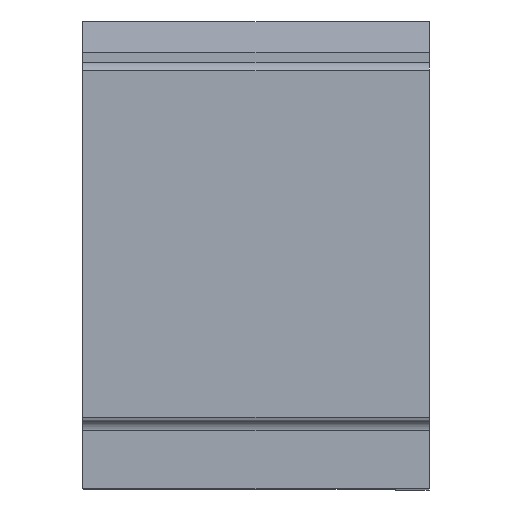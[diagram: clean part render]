
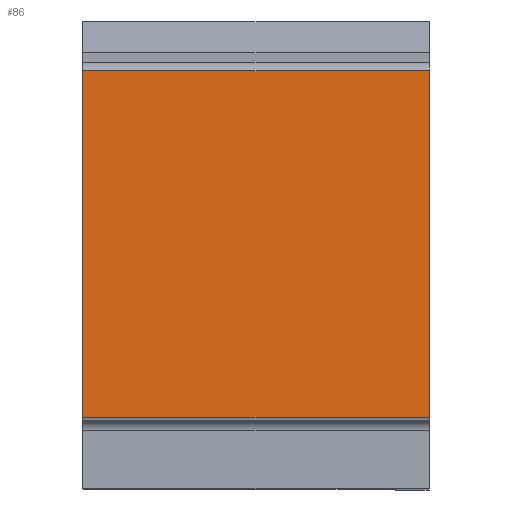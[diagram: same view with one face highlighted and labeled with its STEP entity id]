
A CAD part, top view. The second image highlights one B-rep face of the part: STEP entity #86.
In plain terms, the highlighted planar face has unit normal (0, 0, 1).
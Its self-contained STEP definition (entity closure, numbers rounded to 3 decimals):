
#86=ADVANCED_FACE('',(#153),#117,.T.);
#117=PLANE('',#931);
#153=FACE_OUTER_BOUND('',#195,.T.);
#195=EDGE_LOOP('',(#426,#427,#428,#429));
#426=ORIENTED_EDGE('',*,*,#654,.F.);
#427=ORIENTED_EDGE('',*,*,#646,.F.);
#428=ORIENTED_EDGE('',*,*,#655,.T.);
#429=ORIENTED_EDGE('',*,*,#570,.F.);
#493=VERTEX_POINT('',#1244);
#494=VERTEX_POINT('',#1246);
#541=VERTEX_POINT('',#1394);
#542=VERTEX_POINT('',#1396);
#570=EDGE_CURVE('',#493,#494,#677,.T.);
#646=EDGE_CURVE('',#541,#542,#735,.T.);
#654=EDGE_CURVE('',#542,#493,#742,.T.);
#655=EDGE_CURVE('',#541,#494,#743,.T.);
#677=LINE('',#1245,#761);
#735=LINE('',#1395,#819);
#742=LINE('',#1411,#826);
#743=LINE('',#1413,#827);
#761=VECTOR('',#989,1.);
#819=VECTOR('',#1135,1.);
#826=VECTOR('',#1152,1.);
#827=VECTOR('',#1155,1.);
#931=AXIS2_PLACEMENT_3D('',#1414,#1156,#1157);
#989=DIRECTION('',(0.,-1.,0.));
#1135=DIRECTION('',(0.,1.,0.));
#1152=DIRECTION('',(1.,0.,0.));
#1155=DIRECTION('',(1.,0.,0.));
#1156=DIRECTION('',(0.,0.,1.));
#1157=DIRECTION('',(-1.,0.,0.));
#1244=CARTESIAN_POINT('',(25.,25.,0.));
#1245=CARTESIAN_POINT('',(25.,25.,0.));
#1246=CARTESIAN_POINT('',(25.,0.,0.));
#1394=CARTESIAN_POINT('',(0.,0.,0.));
#1395=CARTESIAN_POINT('',(0.,0.,0.));
#1396=CARTESIAN_POINT('',(0.,25.,0.));
#1411=CARTESIAN_POINT('',(0.,25.,0.));
#1413=CARTESIAN_POINT('',(0.,0.,0.));
#1414=CARTESIAN_POINT('',(23.775,25.,0.));
